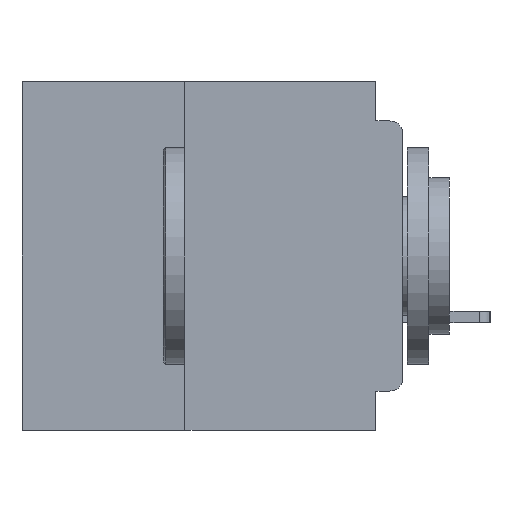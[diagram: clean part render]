
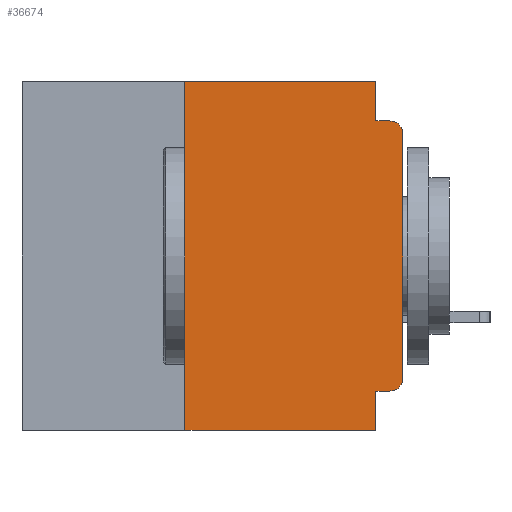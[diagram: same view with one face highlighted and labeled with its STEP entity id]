
A CAD part, left-side view. The second image highlights one B-rep face of the part: STEP entity #36674.
In plain terms, the highlighted planar face has unit normal (-1, 0, 0).
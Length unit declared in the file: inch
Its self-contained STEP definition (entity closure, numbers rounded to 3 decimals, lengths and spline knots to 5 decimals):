
#1366 = DIRECTION ( 'NONE',  ( 0., -1., 0. ) ) ;
#1652 = EDGE_CURVE ( 'NONE', #37024, #35839, #16825, .T. ) ;
#1872 = VERTEX_POINT ( 'NONE', #33989 ) ;
#2141 = DIRECTION ( 'NONE',  ( -1., 0., 0. ) ) ;
#3211 = CARTESIAN_POINT ( 'NONE',  ( 0., 0.031, -0.4 ) ) ;
#3602 = EDGE_CURVE ( 'NONE', #32542, #28238, #28950, .T. ) ;
#3785 = DIRECTION ( 'NONE',  ( 0., -1., 0. ) ) ;
#3930 = LINE ( 'NONE', #30997, #49229 ) ;
#4593 = DIRECTION ( 'NONE',  ( 0., -1., 0. ) ) ;
#5281 = CARTESIAN_POINT ( 'NONE',  ( 0., 0.437, 0. ) ) ;
#5673 = LINE ( 'NONE', #23606, #16041 ) ;
#6182 = VERTEX_POINT ( 'NONE', #20860 ) ;
#7620 = CARTESIAN_POINT ( 'NONE',  ( 0., 0., -0.34 ) ) ;
#9532 = EDGE_CURVE ( 'NONE', #27833, #6182, #32988, .T. ) ;
#9725 = DIRECTION ( 'NONE',  ( 1., 0., 0. ) ) ;
#10079 = EDGE_CURVE ( 'NONE', #32542, #35839, #3930, .T. ) ;
#10347 = CARTESIAN_POINT ( 'NONE',  ( 0., 0.015, -0.355 ) ) ;
#10353 = DIRECTION ( 'NONE',  ( -1., 0., 0. ) ) ;
#10425 = FACE_OUTER_BOUND ( 'NONE', #47394, .T. ) ;
#11999 = AXIS2_PLACEMENT_3D ( 'NONE', #5281, #9725, #40475 ) ;
#12390 = CARTESIAN_POINT ( 'NONE',  ( 0., 0.031, 0. ) ) ;
#13416 = CARTESIAN_POINT ( 'NONE',  ( 0., 0., -0.355 ) ) ;
#13763 = DIRECTION ( 'NONE',  ( 0., 0., -1. ) ) ;
#16041 = VECTOR ( 'NONE', #1366, 39.37008 ) ;
#16825 = LINE ( 'NONE', #41270, #24407 ) ;
#16909 = EDGE_CURVE ( 'NONE', #1872, #32179, #48285, .T. ) ;
#18479 = VECTOR ( 'NONE', #35332, 39.37008 ) ;
#18968 = ORIENTED_EDGE ( 'NONE', *, *, #3602, .F. ) ;
#19068 = VECTOR ( 'NONE', #3785, 39.37008 ) ;
#19933 = VECTOR ( 'NONE', #13763, 39.37008 ) ;
#20327 = DIRECTION ( 'NONE',  ( 0., 0., 1. ) ) ;
#20429 = EDGE_CURVE ( 'NONE', #6182, #32179, #5673, .T. ) ;
#20860 = CARTESIAN_POINT ( 'NONE',  ( 0., 0.031, -0.045 ) ) ;
#20926 = ORIENTED_EDGE ( 'NONE', *, *, #9532, .F. ) ;
#23606 = CARTESIAN_POINT ( 'NONE',  ( 0., 0., -0.045 ) ) ;
#24302 = CARTESIAN_POINT ( 'NONE',  ( 0., 0.25, 0. ) ) ;
#24407 = VECTOR ( 'NONE', #36881, 39.37008 ) ;
#25103 = ORIENTED_EDGE ( 'NONE', *, *, #25866, .T. ) ;
#25597 = ORIENTED_EDGE ( 'NONE', *, *, #52438, .T. ) ;
#25866 = EDGE_CURVE ( 'NONE', #50866, #1872, #42547, .T. ) ;
#27759 = ORIENTED_EDGE ( 'NONE', *, *, #10079, .T. ) ;
#27833 = VERTEX_POINT ( 'NONE', #12390 ) ;
#28238 = VERTEX_POINT ( 'NONE', #24302 ) ;
#28581 = CARTESIAN_POINT ( 'NONE',  ( 0., 0.015, -0.06 ) ) ;
#28950 = LINE ( 'NONE', #50238, #50743 ) ;
#29370 = VERTEX_POINT ( 'NONE', #10347 ) ;
#30791 = EDGE_CURVE ( 'NONE', #28238, #27833, #53879, .T. ) ;
#30997 = CARTESIAN_POINT ( 'NONE',  ( 0., 0.437, -0.4 ) ) ;
#31683 = PLANE ( 'NONE',  #11999 ) ;
#31944 = AXIS2_PLACEMENT_3D ( 'NONE', #28581, #2141, #33013 ) ;
#32105 = ORIENTED_EDGE ( 'NONE', *, *, #20429, .F. ) ;
#32179 = VERTEX_POINT ( 'NONE', #43118 ) ;
#32432 = CARTESIAN_POINT ( 'NONE',  ( 0., 0.25, -0.4 ) ) ;
#32542 = VERTEX_POINT ( 'NONE', #32432 ) ;
#32988 = LINE ( 'NONE', #40245, #19933 ) ;
#33013 = DIRECTION ( 'NONE',  ( 0., 0., -1. ) ) ;
#33687 = VECTOR ( 'NONE', #20327, 39.37008 ) ;
#33989 = CARTESIAN_POINT ( 'NONE',  ( 0., 0., -0.06 ) ) ;
#35332 = DIRECTION ( 'NONE',  ( 0., 1., 0. ) ) ;
#35839 = VERTEX_POINT ( 'NONE', #3211 ) ;
#36674 = ADVANCED_FACE ( 'NONE', ( #10425 ), #31683, .F. ) ;
#36687 = CARTESIAN_POINT ( 'NONE',  ( 0., 0.015, -0.34 ) ) ;
#36881 = DIRECTION ( 'NONE',  ( 0., 0., -1. ) ) ;
#37024 = VERTEX_POINT ( 'NONE', #42884 ) ;
#37358 = DIRECTION ( 'NONE',  ( 0., 0., 1. ) ) ;
#38469 = ORIENTED_EDGE ( 'NONE', *, *, #30791, .F. ) ;
#38661 = EDGE_CURVE ( 'NONE', #29370, #37024, #41780, .T. ) ;
#38982 = AXIS2_PLACEMENT_3D ( 'NONE', #36687, #10353, #41083 ) ;
#39648 = ORIENTED_EDGE ( 'NONE', *, *, #1652, .F. ) ;
#40245 = CARTESIAN_POINT ( 'NONE',  ( 0., 0.031, 0. ) ) ;
#40475 = DIRECTION ( 'NONE',  ( 0., 0., -1. ) ) ;
#41083 = DIRECTION ( 'NONE',  ( 0., 0., -1. ) ) ;
#41270 = CARTESIAN_POINT ( 'NONE',  ( 0., 0.031, -0.4 ) ) ;
#41780 = LINE ( 'NONE', #13416, #18479 ) ;
#42547 = LINE ( 'NONE', #46489, #33687 ) ;
#42884 = CARTESIAN_POINT ( 'NONE',  ( 0., 0.031, -0.355 ) ) ;
#43118 = CARTESIAN_POINT ( 'NONE',  ( 0., 0.015, -0.045 ) ) ;
#45479 = ORIENTED_EDGE ( 'NONE', *, *, #38661, .F. ) ;
#46489 = CARTESIAN_POINT ( 'NONE',  ( 0., 0., 0. ) ) ;
#47394 = EDGE_LOOP ( 'NONE', ( #25103, #47600, #32105, #20926, #38469, #18968, #27759, #39648, #45479, #25597 ) ) ;
#47600 = ORIENTED_EDGE ( 'NONE', *, *, #16909, .T. ) ;
#48285 = CIRCLE ( 'NONE', #31944, 0.015 ) ;
#49153 = CIRCLE ( 'NONE', #38982, 0.015 ) ;
#49229 = VECTOR ( 'NONE', #4593, 39.37008 ) ;
#50238 = CARTESIAN_POINT ( 'NONE',  ( 0., 0.25, -0.4 ) ) ;
#50743 = VECTOR ( 'NONE', #37358, 39.37008 ) ;
#50866 = VERTEX_POINT ( 'NONE', #7620 ) ;
#52438 = EDGE_CURVE ( 'NONE', #29370, #50866, #49153, .T. ) ;
#53879 = LINE ( 'NONE', #56246, #19068 ) ;
#56246 = CARTESIAN_POINT ( 'NONE',  ( 0., 0.437, 0. ) ) ;
